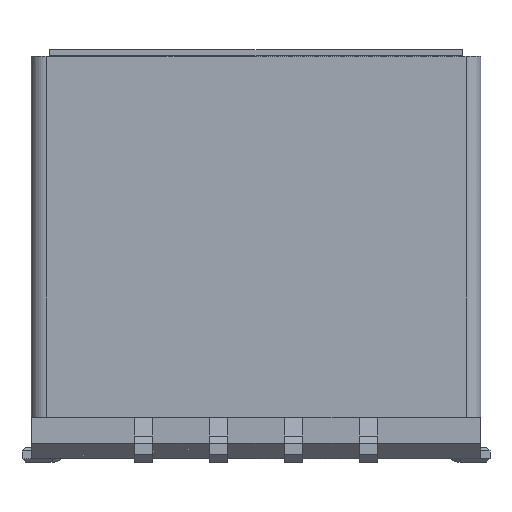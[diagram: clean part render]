
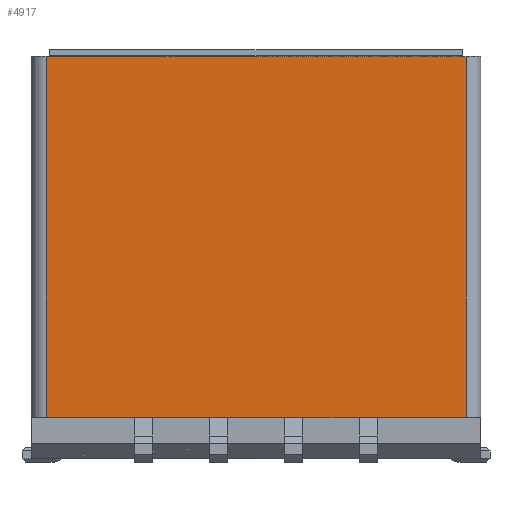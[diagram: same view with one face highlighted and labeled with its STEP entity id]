
A CAD part, front view. The second image highlights one B-rep face of the part: STEP entity #4917.
In plain terms, the highlighted planar face has unit normal (0, -1, 0).
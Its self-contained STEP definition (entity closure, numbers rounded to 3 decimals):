
#251=DIRECTION('',(1.,0.,0.));
#252=VECTOR('',#251,5.6);
#253=CARTESIAN_POINT('',(-2.8,-1.5,5.36));
#254=LINE('',#253,#252);
#1735=DIRECTION('',(0.,0.,-1.));
#1736=VECTOR('',#1735,4.81);
#1737=CARTESIAN_POINT('',(2.8,-1.5,5.36));
#1738=LINE('',#1737,#1736);
#1739=DIRECTION('',(1.,0.,0.));
#1740=VECTOR('',#1739,5.6);
#1741=CARTESIAN_POINT('',(-2.8,-1.5,0.55));
#1742=LINE('',#1741,#1740);
#1743=DIRECTION('',(0.,0.,-1.));
#1744=VECTOR('',#1743,4.81);
#1745=CARTESIAN_POINT('',(-2.8,-1.5,5.36));
#1746=LINE('',#1745,#1744);
#2278=CARTESIAN_POINT('',(2.8,-1.5,0.55));
#2280=VERTEX_POINT('',#2278);
#2281=CARTESIAN_POINT('',(2.8,-1.5,5.36));
#2282=VERTEX_POINT('',#2281);
#2293=CARTESIAN_POINT('',(-2.8,-1.5,0.55));
#2295=VERTEX_POINT('',#2293);
#2299=CARTESIAN_POINT('',(-2.8,-1.5,5.36));
#2300=VERTEX_POINT('',#2299);
#4906=CARTESIAN_POINT('',(-3.,-1.5,0.));
#4907=DIRECTION('',(0.,-1.,0.));
#4908=DIRECTION('',(1.,0.,0.));
#4909=AXIS2_PLACEMENT_3D('',#4906,#4907,#4908);
#4910=PLANE('',#4909);
#4911=ORIENTED_EDGE('',*,*,#4899,.T.);
#4912=ORIENTED_EDGE('',*,*,#3294,.F.);
#4913=ORIENTED_EDGE('',*,*,#3230,.F.);
#4914=ORIENTED_EDGE('',*,*,#2623,.T.);
#4915=EDGE_LOOP('',(#4911,#4912,#4913,#4914));
#4916=FACE_OUTER_BOUND('',#4915,.F.);
#4917=ADVANCED_FACE('',(#4916),#4910,.T.);
#2623=EDGE_CURVE('',#2300,#2282,#254,.T.);
#3230=EDGE_CURVE('',#2300,#2295,#1746,.T.);
#3294=EDGE_CURVE('',#2295,#2280,#1742,.T.);
#4899=EDGE_CURVE('',#2282,#2280,#1738,.T.);
